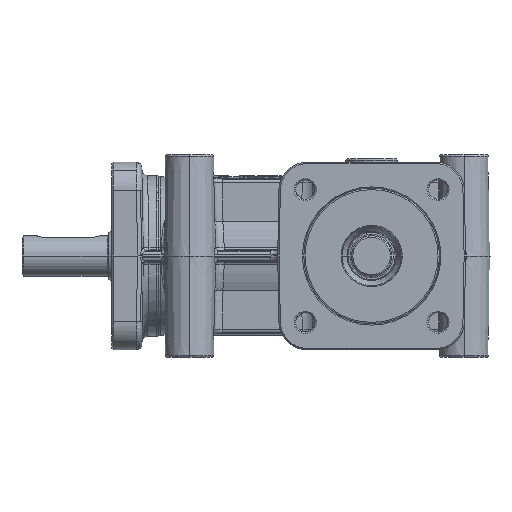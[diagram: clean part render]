
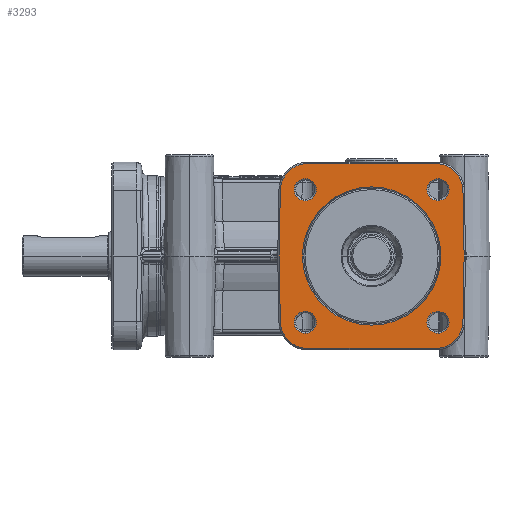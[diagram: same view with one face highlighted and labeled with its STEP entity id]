
A CAD part, left-side view. The second image highlights one B-rep face of the part: STEP entity #3293.
In plain terms, the highlighted planar face has unit normal (-1, 0, 0).
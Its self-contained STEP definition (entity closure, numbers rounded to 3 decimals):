
#3293=ADVANCED_FACE('',(#8271,#8272,#8273,#8274,#8275,#8276),#8277,.T.);
#8271=FACE_OUTER_BOUND('',#17537,.T.);
#8272=FACE_BOUND('',#17538,.T.);
#8273=FACE_BOUND('',#17539,.T.);
#8274=FACE_BOUND('',#17540,.T.);
#8275=FACE_BOUND('',#17541,.T.);
#8276=FACE_BOUND('',#17542,.T.);
#8277=PLANE('',#17543);
#17537=EDGE_LOOP('',(#65977,#65978,#65979,#65980,#65981,#65982,#65983,#65984,#65985,#65986,#65987,#65988,#65989,#65990));
#17538=EDGE_LOOP('',(#65991,#65992));
#17539=EDGE_LOOP('',(#65993,#65994));
#17540=EDGE_LOOP('',(#65995,#65996));
#17541=EDGE_LOOP('',(#65997,#65998));
#17542=EDGE_LOOP('',(#65999,#66000));
#17543=AXIS2_PLACEMENT_3D('',#66001,#66002,#66003);
#65977=ORIENTED_EDGE('',*,*,#82151,.F.);
#65978=ORIENTED_EDGE('',*,*,#82152,.F.);
#65979=ORIENTED_EDGE('',*,*,#82153,.F.);
#65980=ORIENTED_EDGE('',*,*,#80917,.F.);
#65981=ORIENTED_EDGE('',*,*,#82154,.F.);
#65982=ORIENTED_EDGE('',*,*,#82155,.F.);
#65983=ORIENTED_EDGE('',*,*,#80913,.F.);
#65984=ORIENTED_EDGE('',*,*,#82156,.F.);
#65985=ORIENTED_EDGE('',*,*,#82157,.F.);
#65986=ORIENTED_EDGE('',*,*,#82158,.F.);
#65987=ORIENTED_EDGE('',*,*,#80921,.F.);
#65988=ORIENTED_EDGE('',*,*,#82159,.F.);
#65989=ORIENTED_EDGE('',*,*,#82160,.F.);
#65990=ORIENTED_EDGE('',*,*,#80925,.F.);
#65991=ORIENTED_EDGE('',*,*,#82161,.F.);
#65992=ORIENTED_EDGE('',*,*,#80956,.F.);
#65993=ORIENTED_EDGE('',*,*,#82162,.F.);
#65994=ORIENTED_EDGE('',*,*,#80935,.F.);
#65995=ORIENTED_EDGE('',*,*,#82163,.F.);
#65996=ORIENTED_EDGE('',*,*,#80899,.F.);
#65997=ORIENTED_EDGE('',*,*,#82164,.F.);
#65998=ORIENTED_EDGE('',*,*,#80947,.F.);
#65999=ORIENTED_EDGE('',*,*,#82147,.F.);
#66000=ORIENTED_EDGE('',*,*,#81957,.F.);
#66001=CARTESIAN_POINT('',(-55.0,13.925,0.0));
#66002=DIRECTION('',(-1.0,0.0,0.0));
#66003=DIRECTION('',(0.0,0.0,1.0));
#80899=EDGE_CURVE('',#89586,#89588,#89589,.T.);
#80913=EDGE_CURVE('',#89610,#89612,#89613,.T.);
#80917=EDGE_CURVE('',#89616,#89618,#89619,.T.);
#80921=EDGE_CURVE('',#89622,#89624,#89625,.T.);
#80925=EDGE_CURVE('',#89628,#89630,#89631,.T.);
#80935=EDGE_CURVE('',#89644,#89646,#89647,.T.);
#80947=EDGE_CURVE('',#89665,#89667,#89668,.T.);
#80956=EDGE_CURVE('',#89680,#89682,#89683,.T.);
#81957=EDGE_CURVE('',#91373,#91375,#91376,.T.);
#82147=EDGE_CURVE('',#91375,#91373,#91658,.T.);
#82151=EDGE_CURVE('',#91662,#89628,#91663,.T.);
#82152=EDGE_CURVE('',#91664,#91662,#91665,.T.);
#82153=EDGE_CURVE('',#89618,#91664,#91666,.T.);
#82154=EDGE_CURVE('',#91667,#89616,#91668,.T.);
#82155=EDGE_CURVE('',#89612,#91667,#91669,.T.);
#82156=EDGE_CURVE('',#91670,#89610,#91671,.T.);
#82157=EDGE_CURVE('',#91672,#91670,#91673,.T.);
#82158=EDGE_CURVE('',#89624,#91672,#91674,.T.);
#82159=EDGE_CURVE('',#91675,#89622,#91676,.T.);
#82160=EDGE_CURVE('',#89630,#91675,#91677,.T.);
#82161=EDGE_CURVE('',#89682,#89680,#91678,.T.);
#82162=EDGE_CURVE('',#89646,#89644,#91679,.T.);
#82163=EDGE_CURVE('',#89588,#89586,#91680,.T.);
#82164=EDGE_CURVE('',#89667,#89665,#91681,.T.);
#89586=VERTEX_POINT('',#103036);
#89588=VERTEX_POINT('',#103039);
#89589=CIRCLE('',#103040,3.824);
#89610=VERTEX_POINT('',#103066);
#89612=VERTEX_POINT('',#103069);
#89613=CIRCLE('',#103070,9.5);
#89616=VERTEX_POINT('',#103074);
#89618=VERTEX_POINT('',#103077);
#89619=CIRCLE('',#103078,9.5);
#89622=VERTEX_POINT('',#103082);
#89624=VERTEX_POINT('',#103085);
#89625=CIRCLE('',#103086,9.5);
#89628=VERTEX_POINT('',#103090);
#89630=VERTEX_POINT('',#103093);
#89631=CIRCLE('',#103094,9.5);
#89644=VERTEX_POINT('',#103110);
#89646=VERTEX_POINT('',#103113);
#89647=CIRCLE('',#103114,3.824);
#89665=VERTEX_POINT('',#103159);
#89667=VERTEX_POINT('',#103162);
#89668=CIRCLE('',#103163,3.824);
#89680=VERTEX_POINT('',#103178);
#89682=VERTEX_POINT('',#103181);
#89683=CIRCLE('',#103182,3.824);
#91373=VERTEX_POINT('',#105698);
#91375=VERTEX_POINT('',#105701);
#91376=CIRCLE('',#105702,23.937);
#91658=CIRCLE('',#107272,23.937);
#91662=VERTEX_POINT('',#107276);
#91663=CIRCLE('',#107277,9.5);
#91664=VERTEX_POINT('',#107278);
#91665=LINE('',#107279,#107280);
#91666=LINE('',#107281,#107282);
#91667=VERTEX_POINT('',#107283);
#91668=CIRCLE('',#107284,9.5);
#91669=LINE('',#107285,#107286);
#91670=VERTEX_POINT('',#107287);
#91671=CIRCLE('',#107288,9.5);
#91672=VERTEX_POINT('',#107289);
#91673=LINE('',#107290,#107291);
#91674=LINE('',#107292,#107293);
#91675=VERTEX_POINT('',#107294);
#91676=CIRCLE('',#107295,9.5);
#91677=LINE('',#107296,#107297);
#91678=CIRCLE('',#107298,3.824);
#91679=CIRCLE('',#107299,3.824);
#91680=CIRCLE('',#107300,3.824);
#91681=CIRCLE('',#107301,3.824);
#103036=CARTESIAN_POINT('',(-55.0,-26.804,-22.981));
#103039=CARTESIAN_POINT('',(-55.0,-19.157,-22.981));
#103040=AXIS2_PLACEMENT_3D('',#127220,#127221,#127222);
#103066=CARTESIAN_POINT('',(-55.0,28.764,29.276));
#103069=CARTESIAN_POINT('',(-55.0,22.106,32.0));
#103070=AXIS2_PLACEMENT_3D('',#127241,#127242,#127243);
#103074=CARTESIAN_POINT('',(-55.0,-28.764,29.276));
#103077=CARTESIAN_POINT('',(-55.0,-31.604,22.666));
#103078=AXIS2_PLACEMENT_3D('',#127246,#127247,#127248);
#103082=CARTESIAN_POINT('',(-55.0,28.764,-29.276));
#103085=CARTESIAN_POINT('',(-55.0,31.604,-22.666));
#103086=AXIS2_PLACEMENT_3D('',#127251,#127252,#127253);
#103090=CARTESIAN_POINT('',(-55.0,-28.764,-29.276));
#103093=CARTESIAN_POINT('',(-55.0,-22.106,-32.0));
#103094=AXIS2_PLACEMENT_3D('',#127256,#127257,#127258);
#103110=CARTESIAN_POINT('',(-55.0,19.157,22.981));
#103113=CARTESIAN_POINT('',(-55.0,26.804,22.981));
#103114=AXIS2_PLACEMENT_3D('',#127272,#127273,#127274);
#103159=CARTESIAN_POINT('',(-55.0,19.157,-22.981));
#103162=CARTESIAN_POINT('',(-55.0,26.804,-22.981));
#103163=AXIS2_PLACEMENT_3D('',#127288,#127289,#127290);
#103178=CARTESIAN_POINT('',(-55.0,-26.804,22.981));
#103181=CARTESIAN_POINT('',(-55.0,-19.157,22.981));
#103182=AXIS2_PLACEMENT_3D('',#127301,#127302,#127303);
#105698=CARTESIAN_POINT('',(-55.0,23.937,0.));
#105701=CARTESIAN_POINT('',(-55.0,-23.937,0.));
#105702=AXIS2_PLACEMENT_3D('',#128919,#128920,#128921);
#107272=AXIS2_PLACEMENT_3D('',#129070,#129071,#129072);
#107276=CARTESIAN_POINT('',(-55.0,-31.604,-22.666));
#107277=AXIS2_PLACEMENT_3D('',#129076,#129077,#129078);
#107278=CARTESIAN_POINT('',(-55.0,-32.,0.));
#107279=CARTESIAN_POINT('',(-55.0,-32.,0.));
#107280=VECTOR('',#129079,22.669);
#107281=CARTESIAN_POINT('',(-55.0,-31.604,22.666));
#107282=VECTOR('',#129080,22.669);
#107283=CARTESIAN_POINT('',(-55.0,-22.106,32.0));
#107284=AXIS2_PLACEMENT_3D('',#129081,#129082,#129083);
#107285=CARTESIAN_POINT('',(-55.0,22.106,32.0));
#107286=VECTOR('',#129084,44.211);
#107287=CARTESIAN_POINT('',(-55.0,31.604,22.666));
#107288=AXIS2_PLACEMENT_3D('',#129085,#129086,#129087);
#107289=CARTESIAN_POINT('',(-55.0,32.,0.));
#107290=CARTESIAN_POINT('',(-55.0,32.,0.));
#107291=VECTOR('',#129088,22.669);
#107292=CARTESIAN_POINT('',(-55.0,31.604,-22.666));
#107293=VECTOR('',#129089,22.669);
#107294=CARTESIAN_POINT('',(-55.0,22.106,-32.0));
#107295=AXIS2_PLACEMENT_3D('',#129090,#129091,#129092);
#107296=CARTESIAN_POINT('',(-55.0,-22.106,-32.0));
#107297=VECTOR('',#129093,44.211);
#107298=AXIS2_PLACEMENT_3D('',#129094,#129095,#129096);
#107299=AXIS2_PLACEMENT_3D('',#129097,#129098,#129099);
#107300=AXIS2_PLACEMENT_3D('',#129100,#129101,#129102);
#107301=AXIS2_PLACEMENT_3D('',#129103,#129104,#129105);
#127220=CARTESIAN_POINT('',(-55.0,-22.981,-22.981));
#127221=DIRECTION('',(-1.0,0.0,0.0));
#127222=DIRECTION('',(0.0,-1.0,0.0));
#127241=CARTESIAN_POINT('',(-55.0,22.106,22.5));
#127242=DIRECTION('',(1.0,0.0,-0.0));
#127243=DIRECTION('',(0.0,0.701,0.713));
#127246=CARTESIAN_POINT('',(-55.0,-22.106,22.5));
#127247=DIRECTION('',(1.0,0.0,0.0));
#127248=DIRECTION('',(0.0,-0.701,0.713));
#127251=CARTESIAN_POINT('',(-55.0,22.106,-22.5));
#127252=DIRECTION('',(1.0,0.0,0.0));
#127253=DIRECTION('',(0.0,0.701,-0.713));
#127256=CARTESIAN_POINT('',(-55.0,-22.106,-22.5));
#127257=DIRECTION('',(1.0,0.0,0.0));
#127258=DIRECTION('',(0.0,-0.701,-0.713));
#127272=CARTESIAN_POINT('',(-55.0,22.981,22.981));
#127273=DIRECTION('',(-1.0,0.0,0.0));
#127274=DIRECTION('',(0.0,-1.0,0.0));
#127288=CARTESIAN_POINT('',(-55.0,22.981,-22.981));
#127289=DIRECTION('',(-1.0,0.0,0.0));
#127290=DIRECTION('',(0.0,-1.0,0.0));
#127301=CARTESIAN_POINT('',(-55.0,-22.981,22.981));
#127302=DIRECTION('',(-1.0,0.0,0.0));
#127303=DIRECTION('',(0.0,-1.0,0.0));
#128919=CARTESIAN_POINT('',(-55.0,0.0,0.0));
#128920=DIRECTION('',(-1.0,0.0,0.0));
#128921=DIRECTION('',(0.0,1.0,0.0));
#129070=CARTESIAN_POINT('',(-55.0,0.0,0.0));
#129071=DIRECTION('',(-1.0,0.0,0.0));
#129072=DIRECTION('',(0.0,1.0,0.0));
#129076=CARTESIAN_POINT('',(-55.0,-22.106,-22.5));
#129077=DIRECTION('',(1.0,0.0,0.0));
#129078=DIRECTION('',(0.0,-0.701,-0.713));
#129079=DIRECTION('',(0.0,0.017,-1.));
#129080=DIRECTION('',(0.0,-0.017,-1.));
#129081=CARTESIAN_POINT('',(-55.0,-22.106,22.5));
#129082=DIRECTION('',(1.0,0.0,0.0));
#129083=DIRECTION('',(0.0,-0.701,0.713));
#129084=DIRECTION('',(0.0,-1.0,0.0));
#129085=CARTESIAN_POINT('',(-55.0,22.106,22.5));
#129086=DIRECTION('',(1.0,0.0,-0.0));
#129087=DIRECTION('',(0.0,0.701,0.713));
#129088=DIRECTION('',(0.0,-0.017,1.));
#129089=DIRECTION('',(0.0,0.017,1.));
#129090=CARTESIAN_POINT('',(-55.0,22.106,-22.5));
#129091=DIRECTION('',(1.0,0.0,0.0));
#129092=DIRECTION('',(0.0,0.701,-0.713));
#129093=DIRECTION('',(0.0,1.0,0.0));
#129094=CARTESIAN_POINT('',(-55.0,-22.981,22.981));
#129095=DIRECTION('',(-1.0,0.0,0.0));
#129096=DIRECTION('',(0.0,-1.0,0.0));
#129097=CARTESIAN_POINT('',(-55.0,22.981,22.981));
#129098=DIRECTION('',(-1.0,0.0,0.0));
#129099=DIRECTION('',(0.0,-1.0,0.0));
#129100=CARTESIAN_POINT('',(-55.0,-22.981,-22.981));
#129101=DIRECTION('',(-1.0,0.0,0.0));
#129102=DIRECTION('',(0.0,-1.0,0.0));
#129103=CARTESIAN_POINT('',(-55.0,22.981,-22.981));
#129104=DIRECTION('',(-1.0,0.0,0.0));
#129105=DIRECTION('',(0.0,-1.0,0.0));
